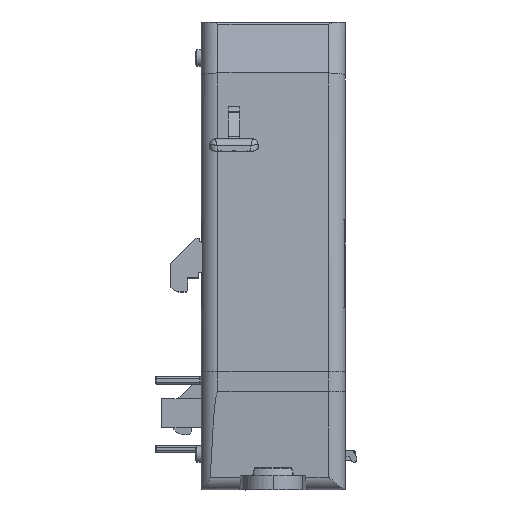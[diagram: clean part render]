
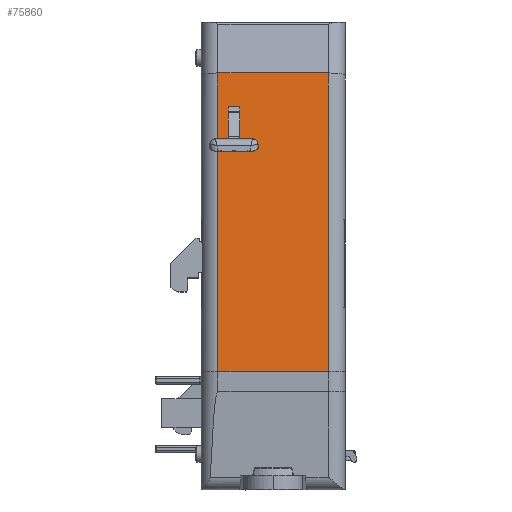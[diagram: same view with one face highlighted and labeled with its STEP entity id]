
A CAD part, front view. The second image highlights one B-rep face of the part: STEP entity #75860.
In plain terms, the highlighted planar face has unit normal (0, -0.999, 0.044).
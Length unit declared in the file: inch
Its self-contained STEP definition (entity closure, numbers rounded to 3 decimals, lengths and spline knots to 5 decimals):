
#623 = CARTESIAN_POINT ( 'NONE',  ( -0.24746, -1.73772, -0.26054 ) ) ;
#1029 = LINE ( 'NONE', #74238, #99251 ) ;
#7338 = DIRECTION ( 'NONE',  ( -1., 0., 0. ) ) ;
#7540 = ORIENTED_EDGE ( 'NONE', *, *, #140447, .F. ) ;
#7675 = EDGE_LOOP ( 'NONE', ( #141588, #25562, #149447, #115311 ) ) ;
#7878 = CARTESIAN_POINT ( 'NONE',  ( -0.13567, -1.74776, -0.49051 ) ) ;
#8375 = CARTESIAN_POINT ( 'NONE',  ( 0.63541, -1.92586, -4.56957 ) ) ;
#8671 = FACE_OUTER_BOUND ( 'NONE', #7675, .T. ) ;
#10441 = CARTESIAN_POINT ( 'NONE',  ( 0.63541, -1.73772, -0.26054 ) ) ;
#16772 = EDGE_CURVE ( 'NONE', #107967, #133806, #82147, .T. ) ;
#17444 = CARTESIAN_POINT ( 'NONE',  ( 0.51828, -1.82827, -2.33452 ) ) ;
#20443 = CARTESIAN_POINT ( 'NONE',  ( -0.24746, -1.82827, -2.33452 ) ) ;
#20989 = VECTOR ( 'NONE', #71329, 39.37008 ) ;
#22066 = DIRECTION ( 'NONE',  ( 1., 0., 0. ) ) ;
#22852 = EDGE_CURVE ( 'NONE', #99659, #151749, #1029, .T. ) ;
#25321 = VERTEX_POINT ( 'NONE', #82960 ) ;
#25562 = ORIENTED_EDGE ( 'NONE', *, *, #22852, .T. ) ;
#26357 = VECTOR ( 'NONE', #69654, 39.37008 ) ;
#27132 = VECTOR ( 'NONE', #152241, 39.37008 ) ;
#31663 = CARTESIAN_POINT ( 'NONE',  ( 0.63541, -1.82827, -2.33452 ) ) ;
#32004 = CARTESIAN_POINT ( 'NONE',  ( -0.24746, -1.82827, -2.33452 ) ) ;
#32336 = VECTOR ( 'NONE', #108837, 39.37008 ) ;
#38837 = ORIENTED_EDGE ( 'NONE', *, *, #16772, .T. ) ;
#44742 = PLANE ( 'NONE',  #44868 ) ;
#44868 = AXIS2_PLACEMENT_3D ( 'NONE', #8375, #161907, #147361 ) ;
#46948 = DIRECTION ( 'NONE',  ( 0., 0.044, 0.999 ) ) ;
#49326 = VERTEX_POINT ( 'NONE', #32004 ) ;
#59019 = CARTESIAN_POINT ( 'NONE',  ( 0.63541, -1.75976, -0.76539 ) ) ;
#62332 = EDGE_CURVE ( 'NONE', #122057, #49326, #63024, .T. ) ;
#63024 = LINE ( 'NONE', #20443, #20989 ) ;
#69654 = DIRECTION ( 'NONE',  ( -1., 0., 0. ) ) ;
#71207 = ORIENTED_EDGE ( 'NONE', *, *, #146469, .F. ) ;
#71329 = DIRECTION ( 'NONE',  ( 0., -0.044, -0.999 ) ) ;
#74238 = CARTESIAN_POINT ( 'NONE',  ( 0.51828, -1.92586, -4.56957 ) ) ;
#75860 = ADVANCED_FACE ( 'NONE', ( #8671, #138894 ), #44742, .T. ) ;
#76801 = ORIENTED_EDGE ( 'NONE', *, *, #127207, .T. ) ;
#77569 = EDGE_LOOP ( 'NONE', ( #71207, #76801, #7540, #38837 ) ) ;
#80797 = CARTESIAN_POINT ( 'NONE',  ( -0.09629, -1.92586, -4.56957 ) ) ;
#82147 = LINE ( 'NONE', #84518, #106145 ) ;
#82333 = VECTOR ( 'NONE', #22066, 39.37008 ) ;
#82960 = CARTESIAN_POINT ( 'NONE',  ( -0.09629, -1.74776, -0.49051 ) ) ;
#84518 = CARTESIAN_POINT ( 'NONE',  ( -0.17505, -1.92586, -4.56957 ) ) ;
#95481 = VERTEX_POINT ( 'NONE', #153940 ) ;
#99251 = VECTOR ( 'NONE', #110276, 39.37008 ) ;
#99659 = VERTEX_POINT ( 'NONE', #17444 ) ;
#101506 = CARTESIAN_POINT ( 'NONE',  ( 0.51828, -1.73772, -0.26054 ) ) ;
#105394 = LINE ( 'NONE', #10441, #27132 ) ;
#106145 = VECTOR ( 'NONE', #46948, 39.37008 ) ;
#107967 = VERTEX_POINT ( 'NONE', #121337 ) ;
#108837 = DIRECTION ( 'NONE',  ( 0., -0.044, -0.999 ) ) ;
#110276 = DIRECTION ( 'NONE',  ( 0., 0.044, 0.999 ) ) ;
#115311 = ORIENTED_EDGE ( 'NONE', *, *, #62332, .T. ) ;
#115955 = LINE ( 'NONE', #7878, #125949 ) ;
#120638 = LINE ( 'NONE', #31663, #26357 ) ;
#121337 = CARTESIAN_POINT ( 'NONE',  ( -0.17505, -1.75976, -0.76539 ) ) ;
#122057 = VERTEX_POINT ( 'NONE', #623 ) ;
#122496 = LINE ( 'NONE', #59019, #82333 ) ;
#124229 = EDGE_CURVE ( 'NONE', #151749, #122057, #105394, .T. ) ;
#125949 = VECTOR ( 'NONE', #7338, 39.37008 ) ;
#127207 = EDGE_CURVE ( 'NONE', #25321, #95481, #160744, .T. ) ;
#130917 = EDGE_CURVE ( 'NONE', #99659, #49326, #120638, .T. ) ;
#133119 = CARTESIAN_POINT ( 'NONE',  ( -0.17505, -1.74776, -0.49051 ) ) ;
#133806 = VERTEX_POINT ( 'NONE', #133119 ) ;
#138894 = FACE_BOUND ( 'NONE', #77569, .T. ) ;
#140447 = EDGE_CURVE ( 'NONE', #107967, #95481, #122496, .T. ) ;
#141588 = ORIENTED_EDGE ( 'NONE', *, *, #130917, .F. ) ;
#146469 = EDGE_CURVE ( 'NONE', #25321, #133806, #115955, .T. ) ;
#147361 = DIRECTION ( 'NONE',  ( 0., -0.044, -0.999 ) ) ;
#149447 = ORIENTED_EDGE ( 'NONE', *, *, #124229, .T. ) ;
#151749 = VERTEX_POINT ( 'NONE', #101506 ) ;
#152241 = DIRECTION ( 'NONE',  ( -1., 0., 0. ) ) ;
#153940 = CARTESIAN_POINT ( 'NONE',  ( -0.09629, -1.75976, -0.76539 ) ) ;
#160744 = LINE ( 'NONE', #80797, #32336 ) ;
#161907 = DIRECTION ( 'NONE',  ( 0., -0.999, 0.044 ) ) ;
